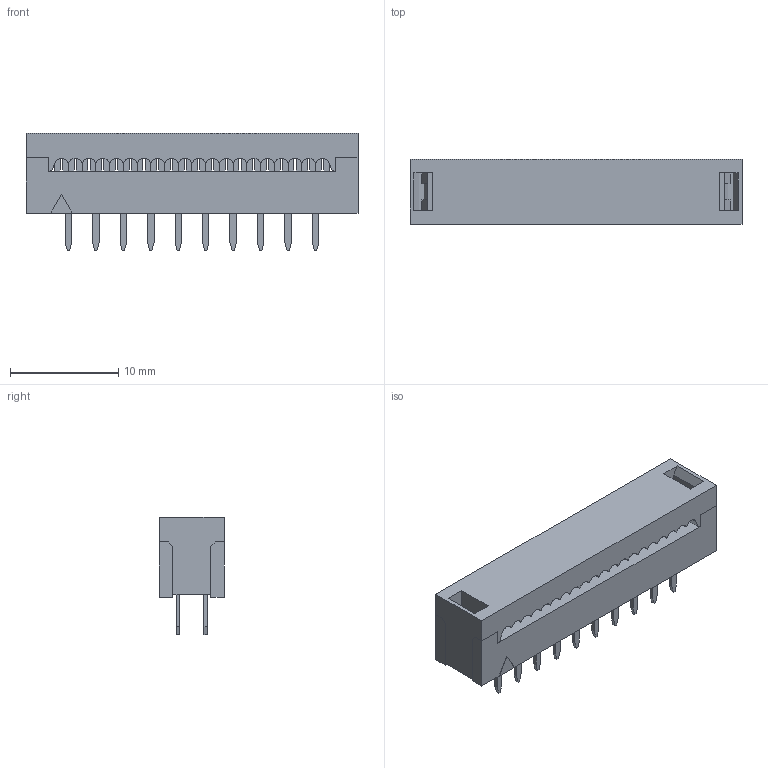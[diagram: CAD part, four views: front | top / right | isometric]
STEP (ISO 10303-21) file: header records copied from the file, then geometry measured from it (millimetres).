
FILE_DESCRIPTION(('STEP AP214'), '1');
FILE_NAME('DS1018-106B', '2016-10-13T18:28:08', ('Nobody'), (''), 'ASCON STEP Converter 1.3', 'ASCON Math Kernel', '');
FILE_SCHEMA(('AUTOMOTIVE_DESIGN { 1 0 10303 214 3 1 1}'));
Length unit declared in the file: millimetre
Bounding box: 30.7 x 6.03 x 10.9 mm (x, y, z)
Volume: 1126.4 mm3; surface area: 1991.6 mm2
Topology: 22 solids, 22 shells, 637 faces, 1757 edges, 1162 vertices
Faces by surface type: plane 597, cylinder 40
Entity records: 25181 total; most frequent: CARTESIAN_POINT 3557, ORIENTED_EDGE 3514, DIRECTION 3133, EDGE_CURVE 1757, LINE 1657, VECTOR 1657, VERTEX_POINT 1162, AXIS2_PLACEMENT_3D 738
